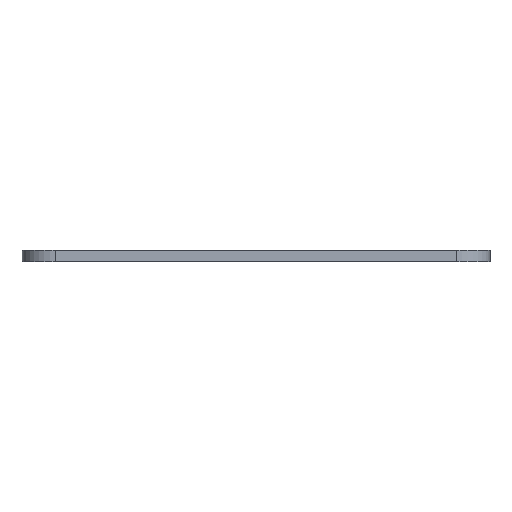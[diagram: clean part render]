
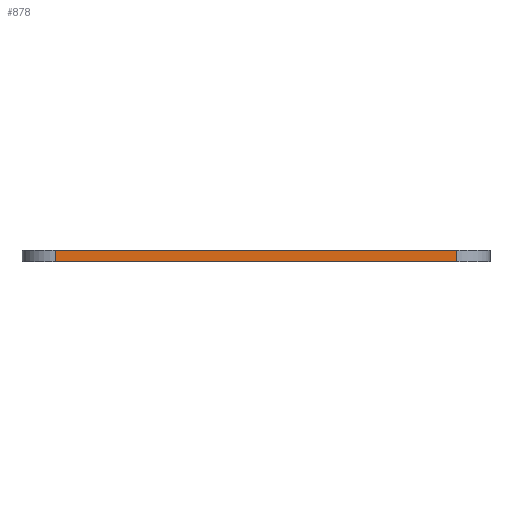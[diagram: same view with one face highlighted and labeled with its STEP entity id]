
A CAD part, left-side view. The second image highlights one B-rep face of the part: STEP entity #878.
In plain terms, the highlighted planar face has unit normal (-1, 0, 0).
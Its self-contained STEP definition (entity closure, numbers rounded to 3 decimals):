
#23=PLANE('',#940);
#50=FACE_OUTER_BOUND('',#96,.T.);
#96=EDGE_LOOP('',(#597,#598,#599,#600));
#150=LINE('',#1298,#242);
#151=LINE('',#1301,#243);
#152=LINE('',#1303,#244);
#153=LINE('',#1304,#245);
#242=VECTOR('',#1032,10.);
#243=VECTOR('',#1035,10.);
#244=VECTOR('',#1036,10.);
#245=VECTOR('',#1037,10.);
#373=VERTEX_POINT('',#1291);
#376=VERTEX_POINT('',#1296);
#377=VERTEX_POINT('',#1300);
#378=VERTEX_POINT('',#1302);
#464=EDGE_CURVE('',#376,#373,#150,.T.);
#465=EDGE_CURVE('',#377,#376,#151,.T.);
#466=EDGE_CURVE('',#378,#377,#152,.T.);
#467=EDGE_CURVE('',#373,#378,#153,.T.);
#597=ORIENTED_EDGE('',*,*,#464,.F.);
#598=ORIENTED_EDGE('',*,*,#465,.F.);
#599=ORIENTED_EDGE('',*,*,#466,.F.);
#600=ORIENTED_EDGE('',*,*,#467,.F.);
#878=ADVANCED_FACE('',(#50),#23,.T.);
#940=AXIS2_PLACEMENT_3D('',#1299,#1033,#1034);
#1032=DIRECTION('',(0.,0.,1.));
#1033=DIRECTION('center_axis',(-1.,0.,0.));
#1034=DIRECTION('ref_axis',(0.,-1.,0.));
#1035=DIRECTION('',(0.,1.,0.));
#1036=DIRECTION('',(0.,0.,-1.));
#1037=DIRECTION('',(0.,-1.,0.));
#1291=CARTESIAN_POINT('',(-19.,-29.,1.75));
#1296=CARTESIAN_POINT('',(-19.,-29.,0.));
#1298=CARTESIAN_POINT('',(-19.,-29.,0.));
#1299=CARTESIAN_POINT('Origin',(-19.,-24.,0.));
#1300=CARTESIAN_POINT('',(-19.,-89.,0.));
#1301=CARTESIAN_POINT('',(-19.,-94.,0.));
#1302=CARTESIAN_POINT('',(-19.,-89.,1.75));
#1303=CARTESIAN_POINT('',(-19.,-89.,0.));
#1304=CARTESIAN_POINT('',(-19.,-94.,1.75));
